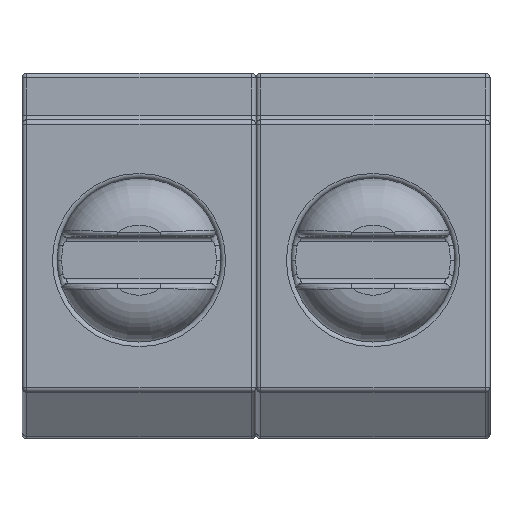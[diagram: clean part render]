
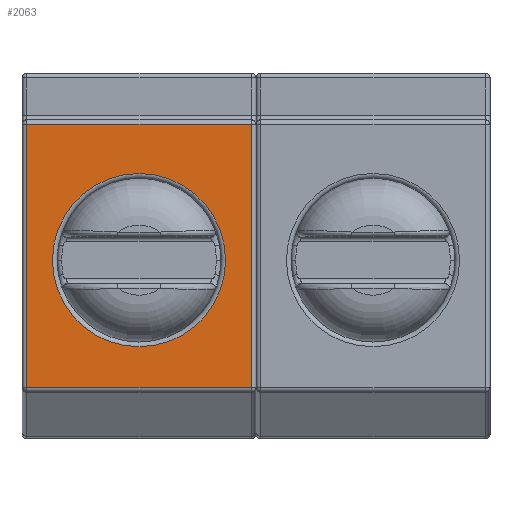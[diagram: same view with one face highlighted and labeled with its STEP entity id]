
A CAD part, top view. The second image highlights one B-rep face of the part: STEP entity #2063.
In plain terms, the highlighted planar face has unit normal (0, 0, 1).
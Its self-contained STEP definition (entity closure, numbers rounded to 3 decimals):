
#274 = CYLINDRICAL_SURFACE('',#275,0.1);
#275 = AXIS2_PLACEMENT_3D('',#276,#277,#278);
#276 = CARTESIAN_POINT('',(2.4,3.,10.2));
#277 = DIRECTION('',(0.,-1.,0.));
#278 = DIRECTION('',(1.,0.,0.));
#793 = VERTEX_POINT('',#794);
#794 = CARTESIAN_POINT('',(2.4,2.9,10.3));
#821 = EDGE_CURVE('',#793,#822,#824,.T.);
#822 = VERTEX_POINT('',#823);
#823 = CARTESIAN_POINT('',(2.4,-2.725,10.3));
#824 = SURFACE_CURVE('',#825,(#829,#836),.PCURVE_S1.);
#825 = LINE('',#826,#827);
#826 = CARTESIAN_POINT('',(2.4,3.,10.3));
#827 = VECTOR('',#828,1.);
#828 = DIRECTION('',(0.,-1.,0.));
#829 = PCURVE('',#274,#830);
#830 = DEFINITIONAL_REPRESENTATION('',(#831),#835);
#831 = LINE('',#832,#833);
#832 = CARTESIAN_POINT('',(1.571,0.));
#833 = VECTOR('',#834,1.);
#834 = DIRECTION('',(0.,1.));
#835 = ( GEOMETRIC_REPRESENTATION_CONTEXT(2) 
PARAMETRIC_REPRESENTATION_CONTEXT() REPRESENTATION_CONTEXT('2D SPACE',''
  ) );
#836 = PCURVE('',#837,#842);
#837 = PLANE('',#838);
#838 = AXIS2_PLACEMENT_3D('',#839,#840,#841);
#839 = CARTESIAN_POINT('',(0.,0.1,10.3));
#840 = DIRECTION('',(0.,0.,1.));
#841 = DIRECTION('',(1.,0.,0.));
#842 = DEFINITIONAL_REPRESENTATION('',(#843),#847);
#843 = LINE('',#844,#845);
#844 = CARTESIAN_POINT('',(2.4,2.9));
#845 = VECTOR('',#846,1.);
#846 = DIRECTION('',(0.,-1.));
#847 = ( GEOMETRIC_REPRESENTATION_CONTEXT(2) 
PARAMETRIC_REPRESENTATION_CONTEXT() REPRESENTATION_CONTEXT('2D SPACE',''
  ) );
#1916 = CYLINDRICAL_SURFACE('',#1917,0.1);
#1917 = AXIS2_PLACEMENT_3D('',#1918,#1919,#1920);
#1918 = CARTESIAN_POINT('',(2.5,-2.725,10.2));
#1919 = DIRECTION('',(-1.,0.,0.));
#1920 = DIRECTION('',(0.,-0.959,0.282));
#2051 = CYLINDRICAL_SURFACE('',#2052,0.1);
#2052 = AXIS2_PLACEMENT_3D('',#2053,#2054,#2055);
#2053 = CARTESIAN_POINT('',(2.5,2.9,10.2));
#2054 = DIRECTION('',(-1.,0.,0.));
#2055 = DIRECTION('',(0.,0.,1.));
#2063 = ADVANCED_FACE('',(#2064,#2139),#837,.T.);
#2064 = FACE_BOUND('',#2065,.T.);
#2065 = EDGE_LOOP('',(#2066,#2067,#2090,#2118));
#2066 = ORIENTED_EDGE('',*,*,#821,.F.);
#2067 = ORIENTED_EDGE('',*,*,#2068,.T.);
#2068 = EDGE_CURVE('',#793,#2069,#2071,.T.);
#2069 = VERTEX_POINT('',#2070);
#2070 = CARTESIAN_POINT('',(-2.4,2.9,10.3));
#2071 = SURFACE_CURVE('',#2072,(#2076,#2083),.PCURVE_S1.);
#2072 = LINE('',#2073,#2074);
#2073 = CARTESIAN_POINT('',(2.5,2.9,10.3));
#2074 = VECTOR('',#2075,1.);
#2075 = DIRECTION('',(-1.,0.,0.));
#2076 = PCURVE('',#837,#2077);
#2077 = DEFINITIONAL_REPRESENTATION('',(#2078),#2082);
#2078 = LINE('',#2079,#2080);
#2079 = CARTESIAN_POINT('',(2.5,2.8));
#2080 = VECTOR('',#2081,1.);
#2081 = DIRECTION('',(-1.,0.));
#2082 = ( GEOMETRIC_REPRESENTATION_CONTEXT(2) 
PARAMETRIC_REPRESENTATION_CONTEXT() REPRESENTATION_CONTEXT('2D SPACE',''
  ) );
#2083 = PCURVE('',#2051,#2084);
#2084 = DEFINITIONAL_REPRESENTATION('',(#2085),#2089);
#2085 = LINE('',#2086,#2087);
#2086 = CARTESIAN_POINT('',(0.,0.));
#2087 = VECTOR('',#2088,1.);
#2088 = DIRECTION('',(0.,1.));
#2089 = ( GEOMETRIC_REPRESENTATION_CONTEXT(2) 
PARAMETRIC_REPRESENTATION_CONTEXT() REPRESENTATION_CONTEXT('2D SPACE',''
  ) );
#2090 = ORIENTED_EDGE('',*,*,#2091,.F.);
#2091 = EDGE_CURVE('',#2092,#2069,#2094,.T.);
#2092 = VERTEX_POINT('',#2093);
#2093 = CARTESIAN_POINT('',(-2.4,-2.725,10.3));
#2094 = SURFACE_CURVE('',#2095,(#2099,#2106),.PCURVE_S1.);
#2095 = LINE('',#2096,#2097);
#2096 = CARTESIAN_POINT('',(-2.4,-2.8,10.3));
#2097 = VECTOR('',#2098,1.);
#2098 = DIRECTION('',(0.,1.,0.));
#2099 = PCURVE('',#837,#2100);
#2100 = DEFINITIONAL_REPRESENTATION('',(#2101),#2105);
#2101 = LINE('',#2102,#2103);
#2102 = CARTESIAN_POINT('',(-2.4,-2.9));
#2103 = VECTOR('',#2104,1.);
#2104 = DIRECTION('',(0.,1.));
#2105 = ( GEOMETRIC_REPRESENTATION_CONTEXT(2) 
PARAMETRIC_REPRESENTATION_CONTEXT() REPRESENTATION_CONTEXT('2D SPACE',''
  ) );
#2106 = PCURVE('',#2107,#2112);
#2107 = CYLINDRICAL_SURFACE('',#2108,0.1);
#2108 = AXIS2_PLACEMENT_3D('',#2109,#2110,#2111);
#2109 = CARTESIAN_POINT('',(-2.4,-2.8,10.2));
#2110 = DIRECTION('',(0.,1.,0.));
#2111 = DIRECTION('',(0.,-0.,1.));
#2112 = DEFINITIONAL_REPRESENTATION('',(#2113),#2117);
#2113 = LINE('',#2114,#2115);
#2114 = CARTESIAN_POINT('',(-0.,0.));
#2115 = VECTOR('',#2116,1.);
#2116 = DIRECTION('',(-0.,1.));
#2117 = ( GEOMETRIC_REPRESENTATION_CONTEXT(2) 
PARAMETRIC_REPRESENTATION_CONTEXT() REPRESENTATION_CONTEXT('2D SPACE',''
  ) );
#2118 = ORIENTED_EDGE('',*,*,#2119,.F.);
#2119 = EDGE_CURVE('',#822,#2092,#2120,.T.);
#2120 = SURFACE_CURVE('',#2121,(#2125,#2132),.PCURVE_S1.);
#2121 = LINE('',#2122,#2123);
#2122 = CARTESIAN_POINT('',(2.5,-2.725,10.3));
#2123 = VECTOR('',#2124,1.);
#2124 = DIRECTION('',(-1.,0.,0.));
#2125 = PCURVE('',#837,#2126);
#2126 = DEFINITIONAL_REPRESENTATION('',(#2127),#2131);
#2127 = LINE('',#2128,#2129);
#2128 = CARTESIAN_POINT('',(2.5,-2.825));
#2129 = VECTOR('',#2130,1.);
#2130 = DIRECTION('',(-1.,0.));
#2131 = ( GEOMETRIC_REPRESENTATION_CONTEXT(2) 
PARAMETRIC_REPRESENTATION_CONTEXT() REPRESENTATION_CONTEXT('2D SPACE',''
  ) );
#2132 = PCURVE('',#1916,#2133);
#2133 = DEFINITIONAL_REPRESENTATION('',(#2134),#2138);
#2134 = LINE('',#2135,#2136);
#2135 = CARTESIAN_POINT('',(1.285,0.));
#2136 = VECTOR('',#2137,1.);
#2137 = DIRECTION('',(0.,1.));
#2138 = ( GEOMETRIC_REPRESENTATION_CONTEXT(2) 
PARAMETRIC_REPRESENTATION_CONTEXT() REPRESENTATION_CONTEXT('2D SPACE',''
  ) );
#2139 = FACE_BOUND('',#2140,.T.);
#2140 = EDGE_LOOP('',(#2141));
#2141 = ORIENTED_EDGE('',*,*,#2142,.F.);
#2142 = EDGE_CURVE('',#2143,#2143,#2145,.T.);
#2143 = VERTEX_POINT('',#2144);
#2144 = CARTESIAN_POINT('',(1.85,0.,10.3));
#2145 = SURFACE_CURVE('',#2146,(#2151,#2158),.PCURVE_S1.);
#2146 = CIRCLE('',#2147,1.85);
#2147 = AXIS2_PLACEMENT_3D('',#2148,#2149,#2150);
#2148 = CARTESIAN_POINT('',(0.,0.,10.3));
#2149 = DIRECTION('',(0.,0.,1.));
#2150 = DIRECTION('',(1.,0.,-0.));
#2151 = PCURVE('',#837,#2152);
#2152 = DEFINITIONAL_REPRESENTATION('',(#2153),#2157);
#2153 = CIRCLE('',#2154,1.85);
#2154 = AXIS2_PLACEMENT_2D('',#2155,#2156);
#2155 = CARTESIAN_POINT('',(0.,-0.1));
#2156 = DIRECTION('',(1.,0.));
#2157 = ( GEOMETRIC_REPRESENTATION_CONTEXT(2) 
PARAMETRIC_REPRESENTATION_CONTEXT() REPRESENTATION_CONTEXT('2D SPACE',''
  ) );
#2158 = PCURVE('',#2159,#2164);
#2159 = TOROIDAL_SURFACE('',#2160,1.85,0.1);
#2160 = AXIS2_PLACEMENT_3D('',#2161,#2162,#2163);
#2161 = CARTESIAN_POINT('',(0.,0.,10.2));
#2162 = DIRECTION('',(0.,0.,1.));
#2163 = DIRECTION('',(1.,0.,-0.));
#2164 = DEFINITIONAL_REPRESENTATION('',(#2165),#2169);
#2165 = LINE('',#2166,#2167);
#2166 = CARTESIAN_POINT('',(0.,1.571));
#2167 = VECTOR('',#2168,1.);
#2168 = DIRECTION('',(1.,0.));
#2169 = ( GEOMETRIC_REPRESENTATION_CONTEXT(2) 
PARAMETRIC_REPRESENTATION_CONTEXT() REPRESENTATION_CONTEXT('2D SPACE',''
  ) );
